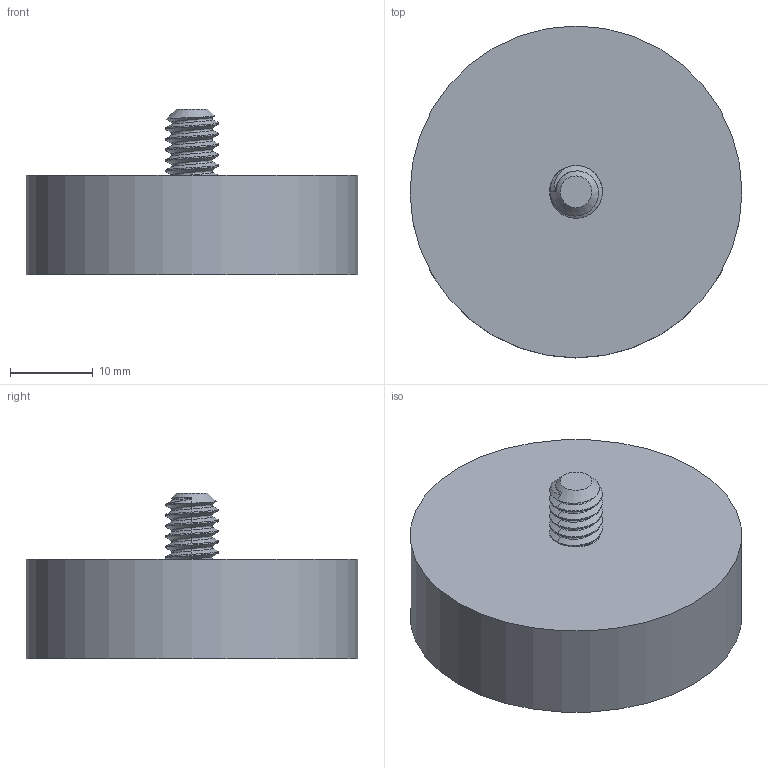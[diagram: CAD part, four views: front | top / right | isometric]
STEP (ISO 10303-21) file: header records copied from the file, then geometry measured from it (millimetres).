
FILE_DESCRIPTION(('FreeCAD Model'),'2;1');
FILE_NAME('Open CASCADE Shape Model','2025-04-11T12:45:04',(''),(''), 'Open CASCADE STEP processor 7.7','Ondsel','Unknown');
FILE_SCHEMA(('AUTOMOTIVE_DESIGN { 1 0 10303 214 1 1 1 1 }'));
Length unit declared in the file: millimetre
Products named in the file (1): Cap
Bounding box: 40 x 40 x 20 mm (x, y, z)
Volume: 15161.8 mm3; surface area: 4342.9 mm2
Topology: 1 solids, 1 shells, 31 faces, 67 edges, 40 vertices
Faces by surface type: bspline 20, plane 6, cylinder 3, cone 2
Full cylindrical faces by diameter (mm): 40 x1
Entity records: 2840 total; most frequent: CARTESIAN_POINT 2323, ORIENTED_EDGE 134, EDGE_CURVE 67, DIRECTION 46, VERTEX_POINT 40, B_SPLINE_CURVE_WITH_KNOTS 39, FACE_BOUND 33, EDGE_LOOP 33
